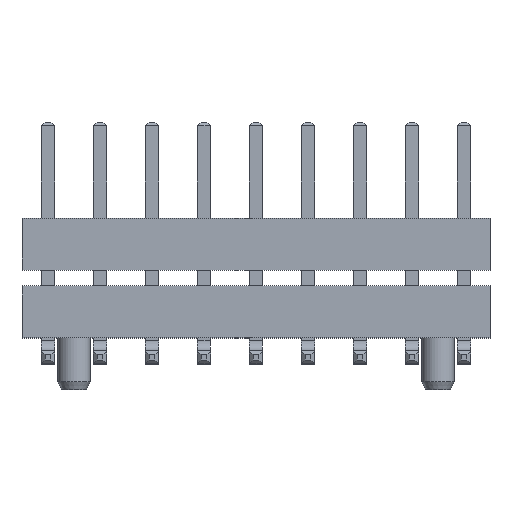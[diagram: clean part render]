
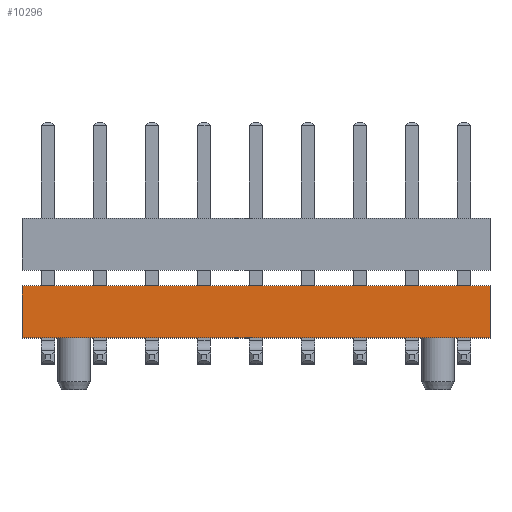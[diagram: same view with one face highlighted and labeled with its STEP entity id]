
A CAD part, top view. The second image highlights one B-rep face of the part: STEP entity #10296.
In plain terms, the highlighted planar face has unit normal (0, 0, 1).
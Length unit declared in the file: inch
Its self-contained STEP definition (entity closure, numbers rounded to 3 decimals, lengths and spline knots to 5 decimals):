
#1350=ORIENTED_EDGE('',*,*,#3645,.T.);
#1351=ORIENTED_EDGE('',*,*,#3653,.F.);
#1352=ORIENTED_EDGE('',*,*,#3654,.F.);
#1353=ORIENTED_EDGE('',*,*,#3648,.T.);
#3645=EDGE_CURVE('',#4869,#4871,#5937,.T.);
#3648=EDGE_CURVE('',#4874,#4869,#5940,.T.);
#3653=EDGE_CURVE('',#4878,#4871,#5945,.T.);
#3654=EDGE_CURVE('',#4874,#4878,#5946,.T.);
#4869=VERTEX_POINT('',#15216);
#4871=VERTEX_POINT('',#15220);
#4874=VERTEX_POINT('',#15228);
#4878=VERTEX_POINT('',#15238);
#5937=LINE('',#15221,#7305);
#5940=LINE('',#15227,#7308);
#5945=LINE('',#15237,#7313);
#5946=LINE('',#15239,#7314);
#7305=VECTOR('',#12480,39.37008);
#7308=VECTOR('',#12485,39.37008);
#7313=VECTOR('',#12492,39.37008);
#7314=VECTOR('',#12493,39.37008);
#8410=EDGE_LOOP('',(#1350,#1351,#1352,#1353));
#9094=FACE_BOUND('',#8410,.T.);
#9726=PLANE('',#10992);
#10296=ADVANCED_FACE('',(#9094),#9726,.F.);
#10992=AXIS2_PLACEMENT_3D('',#15236,#12490,#12491);
#12480=DIRECTION('',(1.,0.,0.));
#12485=DIRECTION('',(0.,-1.,0.));
#12490=DIRECTION('',(0.,0.,-1.));
#12491=DIRECTION('',(-1.,0.,0.));
#12492=DIRECTION('',(0.,-1.,0.));
#12493=DIRECTION('',(1.,0.,0.));
#15216=CARTESIAN_POINT('',(-0.45,0.,0.1));
#15220=CARTESIAN_POINT('',(0.45,0.,0.1));
#15221=CARTESIAN_POINT('',(-0.45,0.,0.1));
#15227=CARTESIAN_POINT('',(-0.45,0.1,0.1));
#15228=CARTESIAN_POINT('',(-0.45,0.1,0.1));
#15236=CARTESIAN_POINT('',(-0.45,0.1,0.1));
#15237=CARTESIAN_POINT('',(0.45,0.1,0.1));
#15238=CARTESIAN_POINT('',(0.45,0.1,0.1));
#15239=CARTESIAN_POINT('',(-0.45,0.1,0.1));
